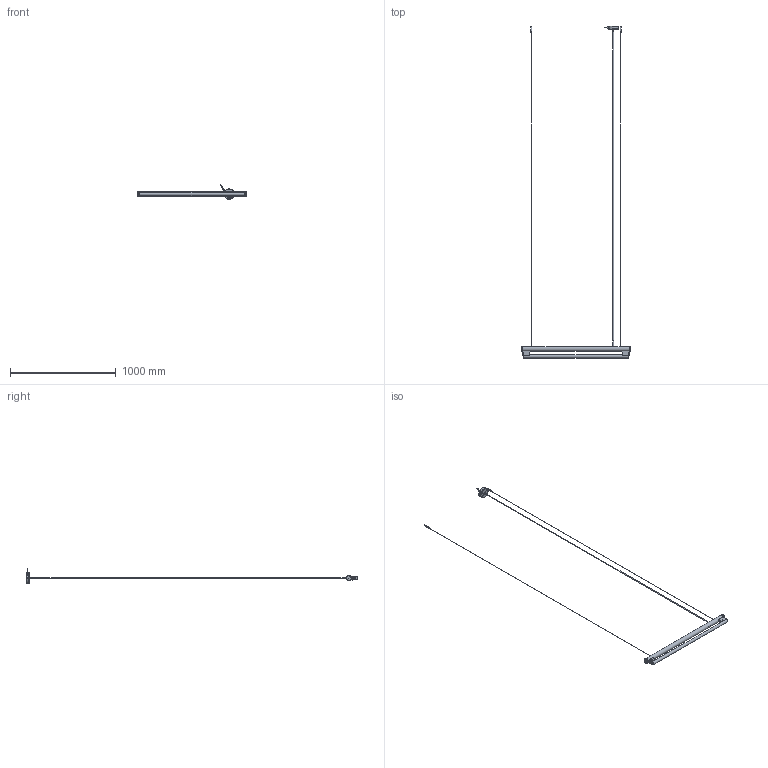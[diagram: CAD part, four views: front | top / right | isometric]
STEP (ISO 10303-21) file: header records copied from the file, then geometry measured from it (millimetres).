
FILE_DESCRIPTION (( 'STEP AP214' ), '1' );
FILE_NAME ('Eiffel_1000_pendant_asm.STEP', '2024-09-20T10:01:46', ( '' ), ( '' ), 'SwSTEP 2.0', 'SolidWorks 2017', '' );
FILE_SCHEMA (( 'AUTOMOTIVE_DESIGN' ));
Length unit declared in the file: millimetre
Products named in the file (38): eiffel_brass_knob; eiffel_pendant_griplock_m10x1; Eiffel_pendant_Steab_5915A_V1.0; Steab_5050; Eiffel_pendant_single_1000_frame_asm_config_V2.2; Steab_6233-6; Eiffel_3_conductor_cord_assembly; Eiffel_pendant_canopy_100mm_x_25mm; Steab_5290-300_lid; Steab_5290-390_Black; eiffel_pendant_griplock_m10x1_assembly; Eiffel_dimmer_guide; Steab_5290-90; S14S_metal_Clip; S14S_brass_clip; Eiffel_S14S_socket_v1.0; eiffel_brass_dimmer knob_V1.1; Eiffel_single_socket_with_dimmer_assembly_V1; Eiffel_single_socket_top_no_dimmer_assembly_V1; Steab_5290-300; Eiffel_dimmer_assembly_General; slotted cheese head screw_iso_PreviewCfg; Eiffel_socket_holder_half_config_V2.1; eiffel_pendant_griplock_m10x1_tube; S14S_socket; Eiffel_brass_end_cap_v2.0_V2.0; Eiffel_pendant_Suspension_assembly; Eiffel_1000_pendant_asm; Eiffel_socket_holder_complete_config_V2.1; Eiffel_pendant_STEAB_5905_V1.0; eiffel_pendant_1000_pipe_V2.1; eiffel_pendant_ceiling_attachment_V1; Eiffel_pendant_cord; eiffel_pendant_steel_wire_1.5mm; Eiffel_3_conductor_cord_v2; Eiffel_pendant_canopy_assembly; socket set screw cup point_iso_ISO 4029 - M4 x 3-S; Eiffel_LED_tube_bulb_1000_v1.0
Assembly tree (40 placements, depth 4):
  Eiffel_1000_pendant_asm
    Eiffel_pendant_single_1000_frame_asm_config_V2.2
      eiffel_pendant_1000_pipe_V2.1
      Eiffel_socket_holder_complete_config_V2.1  x2
        Eiffel_socket_holder_half_config_V2.1
    Eiffel_single_socket_with_dimmer_assembly_V1
      Eiffel_dimmer_assembly_General
        eiffel_brass_dimmer knob_V1.1
        Eiffel_dimmer_guide
        socket set screw cup point_iso_ISO 4029 - M4 x 3-S
    Eiffel_single_socket_top_no_dimmer_assembly_V1
      eiffel_brass_knob
        Eiffel_brass_end_cap_v2.0_V2.0
      S14S_socket
        Eiffel_S14S_socket_v1.0
        S14S_metal_Clip
        S14S_brass_clip
        slotted cheese head screw_iso_PreviewCfg
    Eiffel_LED_tube_bulb_1000_v1.0
    Eiffel_3_conductor_cord_assembly
      Eiffel_3_conductor_cord_v2
      Steab_5050
    Eiffel_pendant_Suspension_assembly  x2
      eiffel_pendant_griplock_m10x1_assembly
        eiffel_pendant_griplock_m10x1
        eiffel_pendant_griplock_m10x1_tube
      eiffel_pendant_steel_wire_1.5mm
      eiffel_pendant_ceiling_attachment_V1
    Steab_6233-6
    Eiffel_pendant_canopy_assembly
      Eiffel_pendant_canopy_100mm_x_25mm
      Eiffel_pendant_STEAB_5905_V1.0
      Eiffel_pendant_Steab_5915A_V1.0
      Eiffel_pendant_cord
      Steab_5290-390_Black
        Steab_5290-300
        Steab_5290-300_lid
        Steab_5290-90
Bounding box: 1032.5 x 3143.5 x 139.27 mm (x, y, z)
Volume: 1115700.4 mm3; surface area: 576031.4 mm2
Topology: 32 solids, 33 shells, 2172 faces, 5631 edges, 3538 vertices
Faces by surface type: plane 1149, cylinder 565, cone 277, bspline 78, torus 73, sphere 30
Full cylindrical faces by diameter (mm): 1.5 x2, 2 x20, 2.251 x2, 2.5 x3, 2.7 x2, 2.926 x2, 3 x1, 3.25 x2, 3.3 x6, 3.4 x1, 3.5 x1, 3.6 x2, 3.75 x2, 3.8 x4, 4 x3, 4.1 x2, 4.5 x2, 5 x76, 5.1 x2, 5.4 x1, 6 x10, 6.3 x1, 6.7 x2, 7.1 x1, 7.3 x1, 9 x1, 9.3 x1, 10 x4, 10.2 x1, 11.5 x2
Entity records: 109363 total; most frequent: CARTESIAN_POINT 59830, ORIENTED_EDGE 9770, DIRECTION 8780, EDGE_CURVE 4885, AXIS2_PLACEMENT_3D 3165, VERTEX_POINT 3142, VECTOR 2450, LINE 2450
